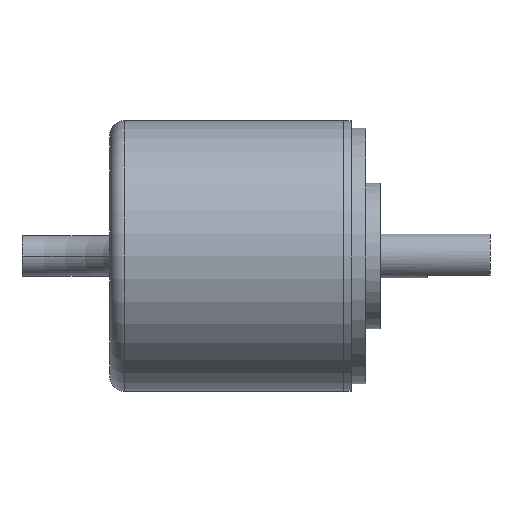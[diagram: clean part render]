
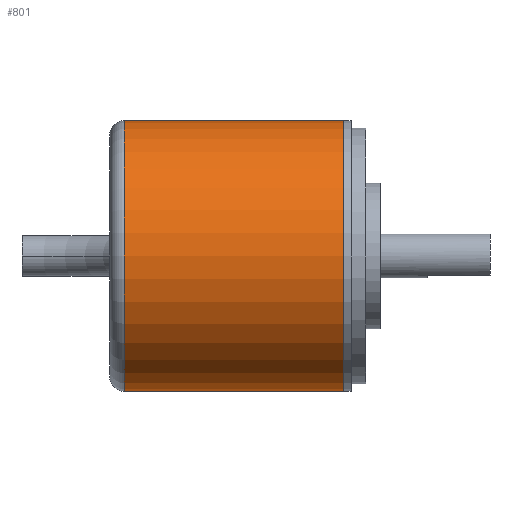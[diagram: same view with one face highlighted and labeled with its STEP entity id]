
A CAD part, front view. The second image highlights one B-rep face of the part: STEP entity #801.
In plain terms, the highlighted cylindrical face has radius 18.5 mm (diameter 37 mm), a partial arc.
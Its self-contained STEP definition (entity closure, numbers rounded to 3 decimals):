
#6 = EDGE_CURVE ( 'NONE', #1273, #1267, #125, .T. ) ;
#8 = DIRECTION ( 'NONE',  ( 1., 0., 0. ) ) ;
#18 = DIRECTION ( 'NONE',  ( 1., 0., 0. ) ) ;
#27 = DIRECTION ( 'NONE',  ( 0., 0., 1. ) ) ;
#35 = DIRECTION ( 'NONE',  ( 0., 0., -1. ) ) ;
#125 = LINE ( 'NONE', #559, #1085 ) ;
#159 = DIRECTION ( 'NONE',  ( 0., 0., -1. ) ) ;
#229 = CARTESIAN_POINT ( 'NONE',  ( 2., 0., 0. ) ) ;
#251 = CARTESIAN_POINT ( 'NONE',  ( 31.95, 0., -18.5 ) ) ;
#311 = ORIENTED_EDGE ( 'NONE', *, *, #6, .T. ) ;
#340 = AXIS2_PLACEMENT_3D ( 'NONE', #969, #1292, #35 ) ;
#370 = CARTESIAN_POINT ( 'NONE',  ( 31.95, 0., 18.5 ) ) ;
#391 = CARTESIAN_POINT ( 'NONE',  ( 2., 0., 18.5 ) ) ;
#394 = ORIENTED_EDGE ( 'NONE', *, *, #1187, .T. ) ;
#516 = EDGE_LOOP ( 'NONE', ( #549, #394, #311, #651 ) ) ;
#534 = EDGE_CURVE ( 'NONE', #543, #689, #1213, .T. ) ;
#543 = VERTEX_POINT ( 'NONE', #391 ) ;
#549 = ORIENTED_EDGE ( 'NONE', *, *, #534, .F. ) ;
#559 = CARTESIAN_POINT ( 'NONE',  ( 0., 0., -18.5 ) ) ;
#651 = ORIENTED_EDGE ( 'NONE', *, *, #791, .T. ) ;
#659 = CYLINDRICAL_SURFACE ( 'NONE', #340, 18.5 ) ;
#689 = VERTEX_POINT ( 'NONE', #370 ) ;
#785 = CIRCLE ( 'NONE', #1287, 18.5 ) ;
#791 = EDGE_CURVE ( 'NONE', #1267, #689, #785, .T. ) ;
#794 = CARTESIAN_POINT ( 'NONE',  ( 0., 0., 18.5 ) ) ;
#801 = ADVANCED_FACE ( 'NONE', ( #1280 ), #659, .T. ) ;
#858 = AXIS2_PLACEMENT_3D ( 'NONE', #229, #974, #27 ) ;
#871 = CARTESIAN_POINT ( 'NONE',  ( 31.95, 0., 0. ) ) ;
#880 = CIRCLE ( 'NONE', #858, 18.5 ) ;
#964 = DIRECTION ( 'NONE',  ( -1., 0., 0. ) ) ;
#969 = CARTESIAN_POINT ( 'NONE',  ( 0., 0., 0. ) ) ;
#974 = DIRECTION ( 'NONE',  ( 1., 0., 0. ) ) ;
#1085 = VECTOR ( 'NONE', #18, 1000. ) ;
#1116 = VECTOR ( 'NONE', #8, 1000. ) ;
#1187 = EDGE_CURVE ( 'NONE', #543, #1273, #880, .T. ) ;
#1213 = LINE ( 'NONE', #794, #1116 ) ;
#1267 = VERTEX_POINT ( 'NONE', #251 ) ;
#1273 = VERTEX_POINT ( 'NONE', #1283 ) ;
#1280 = FACE_OUTER_BOUND ( 'NONE', #516, .T. ) ;
#1283 = CARTESIAN_POINT ( 'NONE',  ( 2., 0., -18.5 ) ) ;
#1287 = AXIS2_PLACEMENT_3D ( 'NONE', #871, #964, #159 ) ;
#1292 = DIRECTION ( 'NONE',  ( 1., 0., 0. ) ) ;
